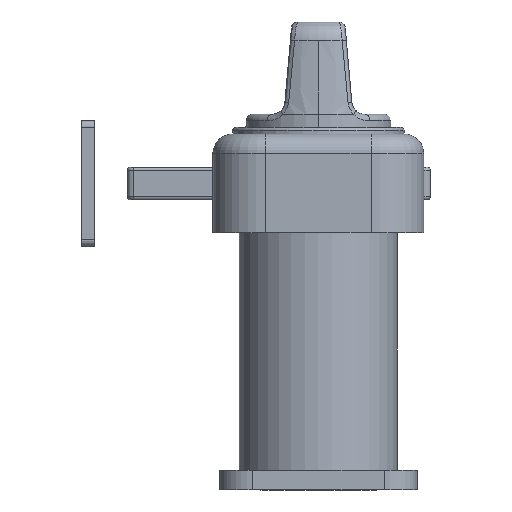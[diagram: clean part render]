
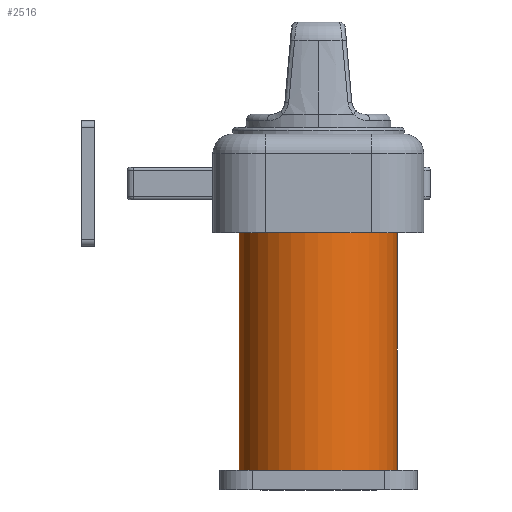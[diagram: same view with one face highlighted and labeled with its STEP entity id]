
A CAD part, front view. The second image highlights one B-rep face of the part: STEP entity #2516.
In plain terms, the highlighted cylindrical face has radius 12 mm (diameter 24 mm), a partial arc.
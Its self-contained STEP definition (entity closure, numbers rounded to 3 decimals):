
#327 = AXIS2_PLACEMENT_3D ( 'NONE', #10945, #10951, #10923 ) ;
#383 = VECTOR ( 'NONE', #9829, 1000. ) ;
#385 = VECTOR ( 'NONE', #9832, 1000. ) ;
#2516 = ADVANCED_FACE ( 'NONE', ( #12338 ), #12339, .T. ) ;
#3571 = EDGE_CURVE ( 'NONE', #10403, #10427, #12363, .T. ) ;
#3573 = EDGE_CURVE ( 'NONE', #12728, #10414, #12364, .T. ) ;
#3632 = EDGE_CURVE ( 'NONE', #10427, #10414, #7445, .T. ) ;
#5214 = CARTESIAN_POINT ( 'NONE',  ( 12., 0., -41.5 ) ) ;
#5378 = CARTESIAN_POINT ( 'NONE',  ( 0., 0., -41.5 ) ) ;
#5379 = DIRECTION ( 'NONE',  ( 0., 0., 1. ) ) ;
#5380 = DIRECTION ( 'NONE',  ( 1., 0., 0. ) ) ;
#5721 = DIRECTION ( 'NONE',  ( 1., 0., 0. ) ) ;
#5725 = CARTESIAN_POINT ( 'NONE',  ( 0., 0., -3. ) ) ;
#5726 = DIRECTION ( 'NONE',  ( 0., 0., 1. ) ) ;
#7198 = CARTESIAN_POINT ( 'NONE',  ( -12., 0., -41.5 ) ) ;
#7209 = CARTESIAN_POINT ( 'NONE',  ( 12., 0., -3. ) ) ;
#7222 = CARTESIAN_POINT ( 'NONE',  ( -12., 0., -3. ) ) ;
#7445 = CIRCLE ( 'NONE', #7457, 12. ) ;
#7457 = AXIS2_PLACEMENT_3D ( 'NONE', #5725, #5726, #5721 ) ;
#7914 = CIRCLE ( 'NONE', #7923, 12. ) ;
#7923 = AXIS2_PLACEMENT_3D ( 'NONE', #5378, #5379, #5380 ) ;
#9827 = CARTESIAN_POINT ( 'NONE',  ( -12., 0., 14.92 ) ) ;
#9829 = DIRECTION ( 'NONE',  ( 0., 0., 1. ) ) ;
#9832 = DIRECTION ( 'NONE',  ( 0., 0., 1. ) ) ;
#9844 = CARTESIAN_POINT ( 'NONE',  ( 12., 0., 14.92 ) ) ;
#10173 = EDGE_LOOP ( 'NONE', ( #11038, #11039, #11035, #11041 ) ) ;
#10403 = VERTEX_POINT ( 'NONE', #7198 ) ;
#10414 = VERTEX_POINT ( 'NONE', #7209 ) ;
#10427 = VERTEX_POINT ( 'NONE', #7222 ) ;
#10923 = DIRECTION ( 'NONE',  ( 1., 0., 0. ) ) ;
#10945 = CARTESIAN_POINT ( 'NONE',  ( 0., 0., 14.92 ) ) ;
#10951 = DIRECTION ( 'NONE',  ( 0., 0., 1. ) ) ;
#11035 = ORIENTED_EDGE ( 'NONE', *, *, #3573, .T. ) ;
#11038 = ORIENTED_EDGE ( 'NONE', *, *, #3571, .F. ) ;
#11039 = ORIENTED_EDGE ( 'NONE', *, *, #13928, .T. ) ;
#11041 = ORIENTED_EDGE ( 'NONE', *, *, #3632, .F. ) ;
#12338 = FACE_OUTER_BOUND ( 'NONE', #10173, .T. ) ;
#12339 = CYLINDRICAL_SURFACE ( 'NONE', #327, 12. ) ;
#12363 = LINE ( 'NONE', #9827, #383 ) ;
#12364 = LINE ( 'NONE', #9844, #385 ) ;
#12728 = VERTEX_POINT ( 'NONE', #5214 ) ;
#13928 = EDGE_CURVE ( 'NONE', #10403, #12728, #7914, .T. ) ;
